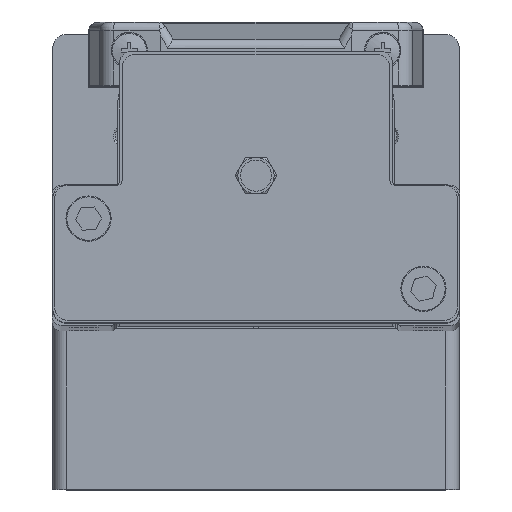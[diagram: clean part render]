
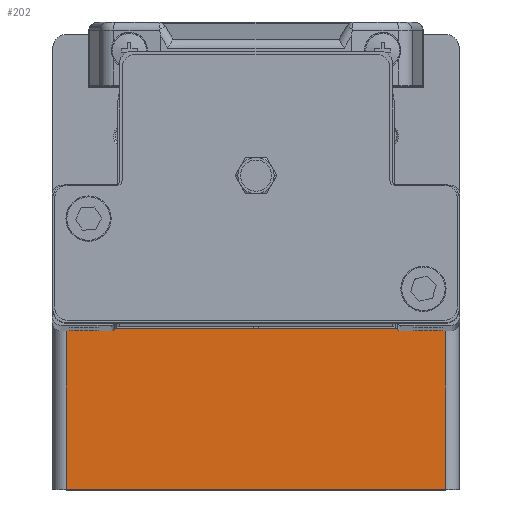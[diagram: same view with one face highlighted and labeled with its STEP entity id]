
A CAD part, top view. The second image highlights one B-rep face of the part: STEP entity #202.
In plain terms, the highlighted planar face has unit normal (0, 0, 1).
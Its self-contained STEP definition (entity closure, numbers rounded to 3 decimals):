
#99 = DIRECTION ( 'NONE',  ( 0., -1., 0. ) ) ;
#188 = EDGE_CURVE ( 'NONE', #1822, #22638, #11616, .T. ) ;
#202 = ADVANCED_FACE ( 'NONE', ( #6555 ), #5208, .F. ) ;
#1822 = VERTEX_POINT ( 'NONE', #5271 ) ;
#2120 = EDGE_LOOP ( 'NONE', ( #15062, #4628, #10367, #13620 ) ) ;
#2661 = VECTOR ( 'NONE', #16894, 1000. ) ;
#4628 = ORIENTED_EDGE ( 'NONE', *, *, #21797, .T. ) ;
#5028 = LINE ( 'NONE', #12694, #9487 ) ;
#5208 = PLANE ( 'NONE',  #8523 ) ;
#5271 = CARTESIAN_POINT ( 'NONE',  ( 41.9, 27.75, 33.5 ) ) ;
#6067 = CARTESIAN_POINT ( 'NONE',  ( -41.9, 27.75, 33.5 ) ) ;
#6555 = FACE_OUTER_BOUND ( 'NONE', #2120, .T. ) ;
#7140 = CARTESIAN_POINT ( 'NONE',  ( -44.9, 72.75, 33.5 ) ) ;
#7214 = CARTESIAN_POINT ( 'NONE',  ( 41.9, 72.75, 33.5 ) ) ;
#7415 = EDGE_CURVE ( 'NONE', #11390, #1822, #5028, .T. ) ;
#8523 = AXIS2_PLACEMENT_3D ( 'NONE', #17058, #17748, #17916 ) ;
#9357 = VECTOR ( 'NONE', #99, 1000. ) ;
#9487 = VECTOR ( 'NONE', #24195, 1000. ) ;
#9803 = VECTOR ( 'NONE', #20540, 1000. ) ;
#10367 = ORIENTED_EDGE ( 'NONE', *, *, #7415, .T. ) ;
#11390 = VERTEX_POINT ( 'NONE', #6067 ) ;
#11584 = CARTESIAN_POINT ( 'NONE',  ( -41.9, 72.75, 33.5 ) ) ;
#11616 = LINE ( 'NONE', #7214, #2661 ) ;
#12694 = CARTESIAN_POINT ( 'NONE',  ( -44.9, 27.75, 33.5 ) ) ;
#13620 = ORIENTED_EDGE ( 'NONE', *, *, #188, .T. ) ;
#14277 = LINE ( 'NONE', #7140, #9803 ) ;
#15062 = ORIENTED_EDGE ( 'NONE', *, *, #19862, .F. ) ;
#15276 = VERTEX_POINT ( 'NONE', #11584 ) ;
#15298 = CARTESIAN_POINT ( 'NONE',  ( -41.9, 27.75, 33.5 ) ) ;
#16169 = CARTESIAN_POINT ( 'NONE',  ( 41.9, 72.75, 33.5 ) ) ;
#16894 = DIRECTION ( 'NONE',  ( 0., 1., 0. ) ) ;
#17058 = CARTESIAN_POINT ( 'NONE',  ( -44.9, 72.75, 33.5 ) ) ;
#17748 = DIRECTION ( 'NONE',  ( 0., 0., -1. ) ) ;
#17916 = DIRECTION ( 'NONE',  ( -1., 0., 0. ) ) ;
#19862 = EDGE_CURVE ( 'NONE', #15276, #22638, #14277, .T. ) ;
#20191 = LINE ( 'NONE', #15298, #9357 ) ;
#20540 = DIRECTION ( 'NONE',  ( 1., 0., 0. ) ) ;
#21797 = EDGE_CURVE ( 'NONE', #15276, #11390, #20191, .T. ) ;
#22638 = VERTEX_POINT ( 'NONE', #16169 ) ;
#24195 = DIRECTION ( 'NONE',  ( 1., 0., 0. ) ) ;
